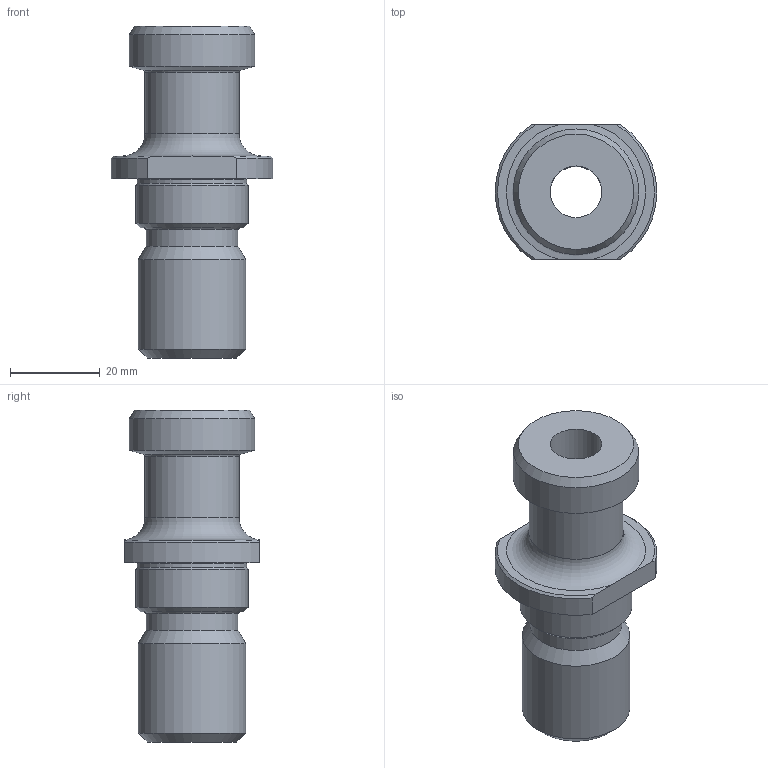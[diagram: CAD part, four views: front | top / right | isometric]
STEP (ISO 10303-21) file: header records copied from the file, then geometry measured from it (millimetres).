
FILE_DESCRIPTION(/* description */ (''),/* implementation_level */ '2;1');
FILE_NAME(/* name */ '1498481673210.stp',/* time_stamp */ '2017-06-26T14:54:37+02:00',/* author */ (''),/* organization */ ('SMS'),/* preprocessor_version */ 'ST-DEVELOPER v15',/* originating_system */ 'SIEMENS PLM Software NX 8.5',/* authorisation */ '');
FILE_SCHEMA (('AUTOMOTIVE_DESIGN { 1 0 10303 214 3 1 1 1 }'));
Length unit declared in the file: millimetre
Products named in the file (1): 201121164MOD000_00
Bounding box: 36 x 30 x 74 mm (x, y, z)
Volume: 27482.1 mm3; surface area: 10272.8 mm2
Topology: 1 solids, 1 shells, 31 faces, 68 edges, 42 vertices
Faces by surface type: plane 9, cylinder 9, cone 9, torus 4
Full cylindrical faces by diameter (mm): 11.5 x1, 20.5 x1, 21 x1, 24 x1, 24.5 x1, 25 x1, 28 x1
Entity records: 794 total; most frequent: CARTESIAN_POINT 143, DIRECTION 140, ORIENTED_EDGE 92, AXIS2_PLACEMENT_3D 65, EDGE_LOOP 54, FACE_BOUND 46, EDGE_CURVE 46, VERTEX_POINT 38
